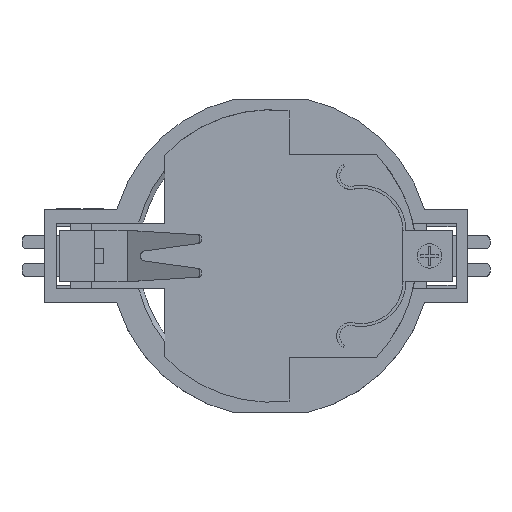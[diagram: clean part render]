
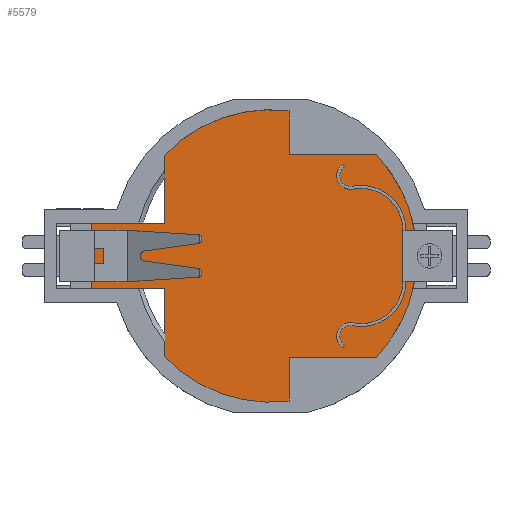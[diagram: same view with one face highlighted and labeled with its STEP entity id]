
A CAD part, top view. The second image highlights one B-rep face of the part: STEP entity #5579.
In plain terms, the highlighted planar face has unit normal (0, 0, 1).
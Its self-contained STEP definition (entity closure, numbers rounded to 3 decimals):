
#80 = CARTESIAN_POINT ( 'NONE',  ( -7.244, 6.894, 1. ) ) ;
#164 = CARTESIAN_POINT ( 'NONE',  ( -7.244, -2.25, 1. ) ) ;
#492 = VERTEX_POINT ( 'NONE', #12627 ) ;
#946 = VERTEX_POINT ( 'NONE', #12882 ) ;
#1092 = AXIS2_PLACEMENT_3D ( 'NONE', #17308, #9947, #2570 ) ;
#1302 = CARTESIAN_POINT ( 'NONE',  ( 0., 0., 1. ) ) ;
#1534 = LINE ( 'NONE', #17845, #2958 ) ;
#1698 = EDGE_CURVE ( 'NONE', #18127, #10581, #16551, .T. ) ;
#1741 = CARTESIAN_POINT ( 'NONE',  ( 0., 0., 1. ) ) ;
#1811 = VERTEX_POINT ( 'NONE', #18300 ) ;
#1833 = ORIENTED_EDGE ( 'NONE', *, *, #1698, .F. ) ;
#1835 = CARTESIAN_POINT ( 'NONE',  ( 7.218, 6.921, 1. ) ) ;
#2186 = CARTESIAN_POINT ( 'NONE',  ( 7.218, -6.921, 1. ) ) ;
#2291 = PLANE ( 'NONE',  #1092 ) ;
#2372 = VECTOR ( 'NONE', #8057, 1000. ) ;
#2392 = ORIENTED_EDGE ( 'NONE', *, *, #17921, .F. ) ;
#2405 = CARTESIAN_POINT ( 'NONE',  ( 0., 0., 1. ) ) ;
#2462 = CARTESIAN_POINT ( 'NONE',  ( 0., 6.921, 1. ) ) ;
#2492 = AXIS2_PLACEMENT_3D ( 'NONE', #1302, #16133, #14503 ) ;
#2534 = LINE ( 'NONE', #12793, #17428 ) ;
#2549 = ORIENTED_EDGE ( 'NONE', *, *, #15472, .F. ) ;
#2570 = DIRECTION ( 'NONE',  ( 1., 0., 0. ) ) ;
#2958 = VECTOR ( 'NONE', #8713, 1000. ) ;
#3010 = CARTESIAN_POINT ( 'NONE',  ( -12.25, -2.25, 1. ) ) ;
#3011 = AXIS2_PLACEMENT_3D ( 'NONE', #2405, #3566, #9863 ) ;
#3049 = EDGE_CURVE ( 'NONE', #7611, #8333, #18760, .T. ) ;
#3367 = VERTEX_POINT ( 'NONE', #10316 ) ;
#3437 = CARTESIAN_POINT ( 'NONE',  ( 1.256, 6.921, 1. ) ) ;
#3465 = CARTESIAN_POINT ( 'NONE',  ( 0., -2.25, 1. ) ) ;
#3566 = DIRECTION ( 'NONE',  ( 0., 0., 1. ) ) ;
#3650 = VERTEX_POINT ( 'NONE', #1835 ) ;
#4384 = CIRCLE ( 'NONE', #17071, 10. ) ;
#4486 = LINE ( 'NONE', #10949, #2372 ) ;
#4591 = VERTEX_POINT ( 'NONE', #80 ) ;
#4997 = VECTOR ( 'NONE', #18066, 1000. ) ;
#5014 = VECTOR ( 'NONE', #9043, 1000. ) ;
#5105 = FACE_OUTER_BOUND ( 'NONE', #7971, .T. ) ;
#5248 = VECTOR ( 'NONE', #5737, 1000. ) ;
#5344 = VERTEX_POINT ( 'NONE', #11226 ) ;
#5376 = LINE ( 'NONE', #2462, #9356 ) ;
#5579 = ADVANCED_FACE ( 'NONE', ( #5105 ), #2291, .T. ) ;
#5737 = DIRECTION ( 'NONE',  ( 0., -1., 0. ) ) ;
#5749 = ORIENTED_EDGE ( 'NONE', *, *, #15703, .F. ) ;
#6007 = EDGE_CURVE ( 'NONE', #3367, #4591, #4486, .T. ) ;
#6292 = CARTESIAN_POINT ( 'NONE',  ( 1.256, 0., 1. ) ) ;
#6353 = VERTEX_POINT ( 'NONE', #2186 ) ;
#6456 = CARTESIAN_POINT ( 'NONE',  ( -7.244, -6.894, 1. ) ) ;
#6559 = VECTOR ( 'NONE', #9704, 1000. ) ;
#7278 = CIRCLE ( 'NONE', #10683, 10. ) ;
#7611 = VERTEX_POINT ( 'NONE', #3010 ) ;
#7633 = EDGE_CURVE ( 'NONE', #5344, #1811, #1534, .T. ) ;
#7693 = DIRECTION ( 'NONE',  ( 0., 0., 1. ) ) ;
#7872 = ORIENTED_EDGE ( 'NONE', *, *, #13914, .T. ) ;
#7893 = ORIENTED_EDGE ( 'NONE', *, *, #3049, .T. ) ;
#7971 = EDGE_LOOP ( 'NONE', ( #1833, #8637, #17753, #9113, #15322, #7872, #7893, #17385, #17080, #10614, #5749, #2392, #8772, #9190, #2549 ) ) ;
#8057 = DIRECTION ( 'NONE',  ( 0., 1., 0. ) ) ;
#8333 = VERTEX_POINT ( 'NONE', #12377 ) ;
#8385 = DIRECTION ( 'NONE',  ( 1., 0., 0. ) ) ;
#8631 = CARTESIAN_POINT ( 'NONE',  ( 1.256, 9.921, 1. ) ) ;
#8632 = LINE ( 'NONE', #17262, #6559 ) ;
#8637 = ORIENTED_EDGE ( 'NONE', *, *, #16537, .T. ) ;
#8713 = DIRECTION ( 'NONE',  ( -1., 0., 0. ) ) ;
#8772 = ORIENTED_EDGE ( 'NONE', *, *, #18951, .T. ) ;
#8786 = VECTOR ( 'NONE', #14387, 1000. ) ;
#8961 = EDGE_CURVE ( 'NONE', #14788, #946, #9624, .T. ) ;
#9043 = DIRECTION ( 'NONE',  ( 0., 1., 0. ) ) ;
#9113 = ORIENTED_EDGE ( 'NONE', *, *, #18702, .F. ) ;
#9190 = ORIENTED_EDGE ( 'NONE', *, *, #11691, .T. ) ;
#9295 = DIRECTION ( 'NONE',  ( 1., 0., 0. ) ) ;
#9356 = VECTOR ( 'NONE', #8385, 1000. ) ;
#9624 = CIRCLE ( 'NONE', #2492, 10. ) ;
#9704 = DIRECTION ( 'NONE',  ( 1., 0., 0. ) ) ;
#9863 = DIRECTION ( 'NONE',  ( 1., 0., 0. ) ) ;
#9947 = DIRECTION ( 'NONE',  ( 0., 0., 1. ) ) ;
#10023 = EDGE_CURVE ( 'NONE', #14788, #14354, #13513, .T. ) ;
#10034 = DIRECTION ( 'NONE',  ( 0., 0., 1. ) ) ;
#10075 = VERTEX_POINT ( 'NONE', #14177 ) ;
#10316 = CARTESIAN_POINT ( 'NONE',  ( -7.244, 2.25, 1. ) ) ;
#10581 = VERTEX_POINT ( 'NONE', #3437 ) ;
#10614 = ORIENTED_EDGE ( 'NONE', *, *, #8961, .T. ) ;
#10655 = LINE ( 'NONE', #3465, #18995 ) ;
#10683 = AXIS2_PLACEMENT_3D ( 'NONE', #18680, #10034, #11294 ) ;
#10888 = CARTESIAN_POINT ( 'NONE',  ( -7.244, 0., 1. ) ) ;
#10949 = CARTESIAN_POINT ( 'NONE',  ( -7.244, 0., 1. ) ) ;
#11226 = CARTESIAN_POINT ( 'NONE',  ( -9.744, 2.25, 1. ) ) ;
#11294 = DIRECTION ( 'NONE',  ( 1., 0., 0. ) ) ;
#11542 = CARTESIAN_POINT ( 'NONE',  ( -12.25, -2.25, 1. ) ) ;
#11691 = EDGE_CURVE ( 'NONE', #10075, #3650, #15983, .T. ) ;
#11826 = CARTESIAN_POINT ( 'NONE',  ( -12.25, 2.25, 1. ) ) ;
#12135 = CARTESIAN_POINT ( 'NONE',  ( 0., -6.921, 1. ) ) ;
#12180 = DIRECTION ( 'NONE',  ( 0., -1., 0. ) ) ;
#12377 = CARTESIAN_POINT ( 'NONE',  ( -9.744, -2.25, 1. ) ) ;
#12627 = CARTESIAN_POINT ( 'NONE',  ( 1.256, -6.921, 1. ) ) ;
#12793 = CARTESIAN_POINT ( 'NONE',  ( 1.256, 0., 1. ) ) ;
#12882 = CARTESIAN_POINT ( 'NONE',  ( 1.256, -9.921, 1. ) ) ;
#13513 = LINE ( 'NONE', #10888, #5014 ) ;
#13596 = LINE ( 'NONE', #12135, #4997 ) ;
#13656 = DIRECTION ( 'NONE',  ( -1., 0., 0. ) ) ;
#13914 = EDGE_CURVE ( 'NONE', #1811, #7611, #17659, .T. ) ;
#14177 = CARTESIAN_POINT ( 'NONE',  ( 10., 0., 1. ) ) ;
#14354 = VERTEX_POINT ( 'NONE', #164 ) ;
#14387 = DIRECTION ( 'NONE',  ( 1., 0., 0. ) ) ;
#14503 = DIRECTION ( 'NONE',  ( 1., 0., 0. ) ) ;
#14788 = VERTEX_POINT ( 'NONE', #6456 ) ;
#15322 = ORIENTED_EDGE ( 'NONE', *, *, #7633, .T. ) ;
#15472 = EDGE_CURVE ( 'NONE', #10581, #3650, #5376, .T. ) ;
#15703 = EDGE_CURVE ( 'NONE', #492, #946, #2534, .T. ) ;
#15894 = DIRECTION ( 'NONE',  ( 0., -1., 0. ) ) ;
#15983 = CIRCLE ( 'NONE', #3011, 10. ) ;
#16092 = EDGE_CURVE ( 'NONE', #14354, #8333, #10655, .T. ) ;
#16133 = DIRECTION ( 'NONE',  ( 0., 0., 1. ) ) ;
#16537 = EDGE_CURVE ( 'NONE', #18127, #4591, #7278, .T. ) ;
#16551 = LINE ( 'NONE', #6292, #19132 ) ;
#17071 = AXIS2_PLACEMENT_3D ( 'NONE', #1741, #7693, #9295 ) ;
#17080 = ORIENTED_EDGE ( 'NONE', *, *, #10023, .F. ) ;
#17262 = CARTESIAN_POINT ( 'NONE',  ( 0., 2.25, 1. ) ) ;
#17308 = CARTESIAN_POINT ( 'NONE',  ( 0., 0., 1. ) ) ;
#17385 = ORIENTED_EDGE ( 'NONE', *, *, #16092, .F. ) ;
#17428 = VECTOR ( 'NONE', #15894, 1000. ) ;
#17659 = LINE ( 'NONE', #11826, #5248 ) ;
#17753 = ORIENTED_EDGE ( 'NONE', *, *, #6007, .F. ) ;
#17845 = CARTESIAN_POINT ( 'NONE',  ( -12.25, 2.25, 1. ) ) ;
#17921 = EDGE_CURVE ( 'NONE', #6353, #492, #13596, .T. ) ;
#18066 = DIRECTION ( 'NONE',  ( -1., 0., 0. ) ) ;
#18127 = VERTEX_POINT ( 'NONE', #8631 ) ;
#18300 = CARTESIAN_POINT ( 'NONE',  ( -12.25, 2.25, 1. ) ) ;
#18680 = CARTESIAN_POINT ( 'NONE',  ( 0., 0., 1. ) ) ;
#18702 = EDGE_CURVE ( 'NONE', #5344, #3367, #8632, .T. ) ;
#18760 = LINE ( 'NONE', #11542, #8786 ) ;
#18951 = EDGE_CURVE ( 'NONE', #6353, #10075, #4384, .T. ) ;
#18995 = VECTOR ( 'NONE', #13656, 1000. ) ;
#19132 = VECTOR ( 'NONE', #12180, 1000. ) ;
